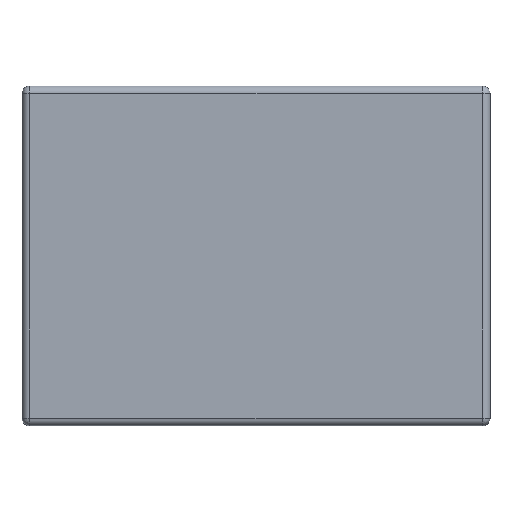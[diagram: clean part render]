
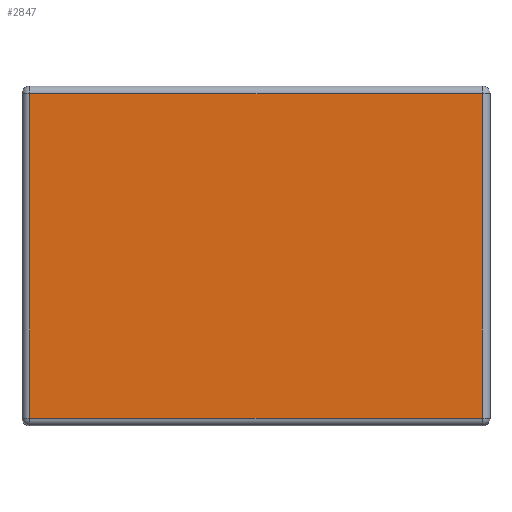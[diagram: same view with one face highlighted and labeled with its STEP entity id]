
A CAD part, top view. The second image highlights one B-rep face of the part: STEP entity #2847.
In plain terms, the highlighted planar face has unit normal (0, 0, 1).
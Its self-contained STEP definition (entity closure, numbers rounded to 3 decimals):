
#2465=CARTESIAN_POINT('',(30.,-21.5,16.0));
#2466=VERTEX_POINT('',#2465);
#2489=CARTESIAN_POINT('',(-30.0,-21.5,16.0));
#2490=VERTEX_POINT('',#2489);
#2533=CARTESIAN_POINT('',(30.,21.5,16.0));
#2534=VERTEX_POINT('',#2533);
#2559=CARTESIAN_POINT('',(-30.,21.5,16.0));
#2560=VERTEX_POINT('',#2559);
#2600=CARTESIAN_POINT('',(-30.,21.5,16.0));
#2601=DIRECTION('',(1.0,0.0,0.0));
#2602=VECTOR('',#2601,60.0);
#2603=LINE('',#2600,#2602);
#2604=EDGE_CURVE('',#2560,#2534,#2603,.T.);
#2654=CARTESIAN_POINT('',(-30.0,-21.5,16.0));
#2655=DIRECTION('',(0.0,1.0,0.0));
#2656=VECTOR('',#2655,43.0);
#2657=LINE('',#2654,#2656);
#2658=EDGE_CURVE('',#2490,#2560,#2657,.T.);
#2698=CARTESIAN_POINT('',(30.0,21.5,16.0));
#2699=DIRECTION('',(0.0,-1.0,0.0));
#2700=VECTOR('',#2699,43.0);
#2701=LINE('',#2698,#2700);
#2702=EDGE_CURVE('',#2534,#2466,#2701,.T.);
#2740=CARTESIAN_POINT('',(30.,-21.5,16.0));
#2741=DIRECTION('',(-1.0,0.0,0.0));
#2742=VECTOR('',#2741,60.0);
#2743=LINE('',#2740,#2742);
#2744=EDGE_CURVE('',#2466,#2490,#2743,.T.);
#2836=CARTESIAN_POINT('',(0.0,0.,16.0));
#2837=DIRECTION('',(0.0,0.0,1.0));
#2838=DIRECTION('',(1.0,0.0,0.0));
#2839=AXIS2_PLACEMENT_3D('',#2836,#2837,#2838);
#2840=PLANE('',#2839);
#2841=ORIENTED_EDGE('',*,*,#2604,.F.);
#2842=ORIENTED_EDGE('',*,*,#2658,.F.);
#2843=ORIENTED_EDGE('',*,*,#2744,.F.);
#2844=ORIENTED_EDGE('',*,*,#2702,.F.);
#2845=EDGE_LOOP('',(#2841,#2842,#2843,#2844));
#2846=FACE_OUTER_BOUND('',#2845,.T.);
#2847=ADVANCED_FACE('',(#2846),#2840,.T.);
